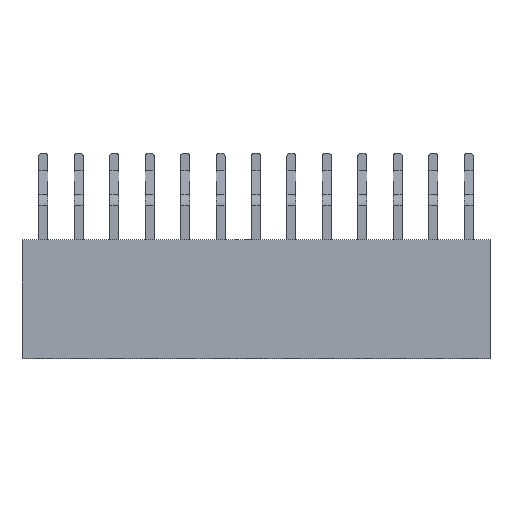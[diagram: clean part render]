
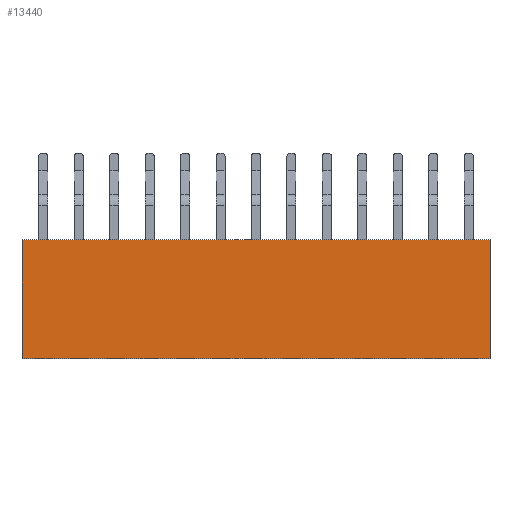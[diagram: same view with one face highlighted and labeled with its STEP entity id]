
A CAD part, top view. The second image highlights one B-rep face of the part: STEP entity #13440.
In plain terms, the highlighted planar face has unit normal (0, 0, 1).
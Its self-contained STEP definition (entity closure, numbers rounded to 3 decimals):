
#798=ORIENTED_EDGE('',*,*,#4718,.F.);
#799=ORIENTED_EDGE('',*,*,#4557,.F.);
#800=ORIENTED_EDGE('',*,*,#4719,.T.);
#801=ORIENTED_EDGE('',*,*,#4708,.T.);
#4557=EDGE_CURVE('',#6517,#6515,#7751,.T.);
#4708=EDGE_CURVE('',#6669,#6668,#7902,.T.);
#4718=EDGE_CURVE('',#6515,#6668,#7912,.T.);
#4719=EDGE_CURVE('',#6517,#6669,#7913,.T.);
#6515=VERTEX_POINT('',#19856);
#6517=VERTEX_POINT('',#19860);
#6668=VERTEX_POINT('',#20187);
#6669=VERTEX_POINT('',#20189);
#7751=LINE('',#19861,#9625);
#7902=LINE('',#20188,#9776);
#7912=LINE('',#20210,#9786);
#7913=LINE('',#20211,#9787);
#9625=VECTOR('',#15911,1000.);
#9776=VECTOR('',#16112,1000.);
#9786=VECTOR('',#16128,1000.);
#9787=VECTOR('',#16129,1000.);
#11206=EDGE_LOOP('',(#798,#799,#800,#801));
#12002=FACE_BOUND('',#11206,.T.);
#12746=PLANE('',#14707);
#13440=ADVANCED_FACE('',(#12002),#12746,.T.);
#14707=AXIS2_PLACEMENT_3D('',#20209,#16126,#16127);
#15911=DIRECTION('',(-1.,0.,0.));
#16112=DIRECTION('',(-1.,0.,0.));
#16126=DIRECTION('',(0.,0.,1.));
#16127=DIRECTION('',(0.,-1.,0.));
#16128=DIRECTION('',(0.,1.,0.));
#16129=DIRECTION('',(0.,1.,0.));
#19856=CARTESIAN_POINT('',(-16.76,-4.25,2.5));
#19860=CARTESIAN_POINT('',(16.76,-4.25,2.5));
#19861=CARTESIAN_POINT('',(16.76,-4.25,2.5));
#20187=CARTESIAN_POINT('',(-16.76,4.25,2.5));
#20188=CARTESIAN_POINT('',(16.76,4.25,2.5));
#20189=CARTESIAN_POINT('',(16.76,4.25,2.5));
#20209=CARTESIAN_POINT('',(16.76,-4.25,2.5));
#20210=CARTESIAN_POINT('',(-16.76,-4.25,2.5));
#20211=CARTESIAN_POINT('',(16.76,-4.25,2.5));
